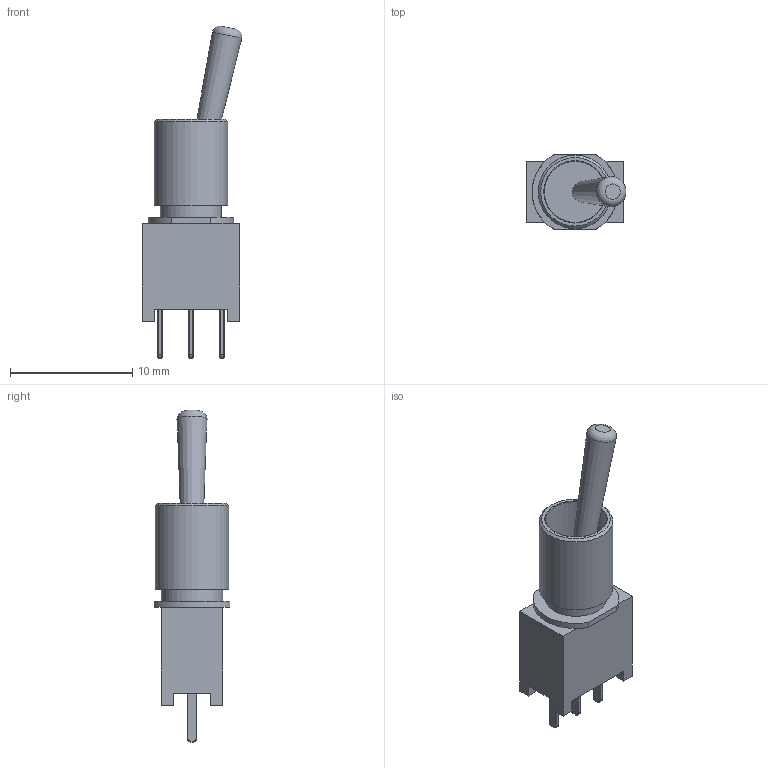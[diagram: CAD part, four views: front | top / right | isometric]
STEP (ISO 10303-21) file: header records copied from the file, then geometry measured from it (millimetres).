
FILE_DESCRIPTION(/* description */ (''),/* implementation_level */ '2;1');
FILE_NAME(/* name */ 'Switch SPDT ON-ON.stp',/* time_stamp */ '2016-08-05T10:10:53+02:00',/* author */ ('Gabriel'),/* organization */ (''),/* preprocessor_version */ 'ST-DEVELOPER v15.6',/* originating_system */ 'Autodesk Inventor 2015',/* authorisation */ '');
FILE_SCHEMA (('AUTOMOTIVE_DESIGN { 1 0 10303 214 3 1 1 }'));
Length unit declared in the file: millimetre
Products named in the file (1): Switch SPDT ON-ON
Bounding box: 8.17 x 6.2 x 27.14 mm (x, y, z)
Volume: 485 mm3; surface area: 628.6 mm2
Topology: 1 solids, 1 shells, 88 faces, 207 edges, 128 vertices
Faces by surface type: plane 43, cylinder 29, torus 13, cone 3
Full cylindrical faces by diameter (mm): 5 x2, 6 x1
Entity records: 2573 total; most frequent: DIRECTION 456, CARTESIAN_POINT 415, ORIENTED_EDGE 398, EDGE_CURVE 199, AXIS2_PLACEMENT_3D 168, VERTEX_POINT 127, LINE 120, VECTOR 120
